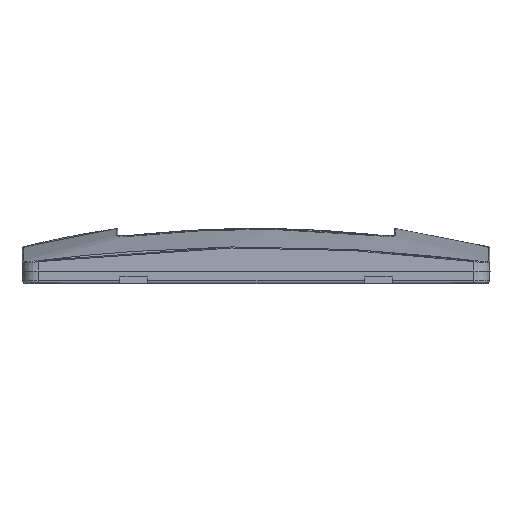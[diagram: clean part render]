
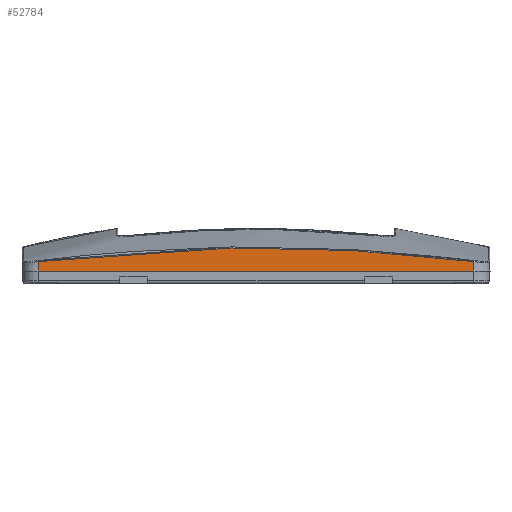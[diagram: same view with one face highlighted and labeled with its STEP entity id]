
A CAD part, left-side view. The second image highlights one B-rep face of the part: STEP entity #52784.
In plain terms, the highlighted planar face has unit normal (-1, 0, 0.018).
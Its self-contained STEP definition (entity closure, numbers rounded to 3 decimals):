
#185 = VERTEX_POINT ( 'NONE', #27630 ) ;
#1446 = CARTESIAN_POINT ( 'NONE',  ( -42.926, -10.566, 6.512 ) ) ;
#3531 = LINE ( 'NONE', #76492, #65837 ) ;
#5488 = DIRECTION ( 'NONE',  ( 0.017, 0., 1. ) ) ;
#9238 = CARTESIAN_POINT ( 'NONE',  ( -42.933, 18.35, 6.154 ) ) ;
#11650 = DIRECTION ( 'NONE',  ( 0., 1., 0. ) ) ;
#25249 = CARTESIAN_POINT ( 'NONE',  ( -43., 40., 2.3 ) ) ;
#25491 = VERTEX_POINT ( 'NONE', #25249 ) ;
#27413 = VECTOR ( 'NONE', #5488, 1000. ) ;
#27630 = CARTESIAN_POINT ( 'NONE',  ( -43., -40., 2.3 ) ) ;
#27980 = EDGE_CURVE ( 'NONE', #25491, #91027, #103567, .T. ) ;
#29713 = ORIENTED_EDGE ( 'NONE', *, *, #55027, .T. ) ;
#30710 = ORIENTED_EDGE ( 'NONE', *, *, #46261, .F. ) ;
#36086 = CARTESIAN_POINT ( 'NONE',  ( -42.942, 25.578, 5.649 ) ) ;
#45669 = CARTESIAN_POINT ( 'NONE',  ( -42.922, 3.895, 6.749 ) ) ;
#46261 = EDGE_CURVE ( 'NONE', #185, #25491, #3531, .T. ) ;
#46842 = CARTESIAN_POINT ( 'NONE',  ( -42.96, -35.325, 4.589 ) ) ;
#47930 = DIRECTION ( 'NONE',  ( 0.017, 0., 1. ) ) ;
#51025 = VECTOR ( 'NONE', #47930, 1000. ) ;
#52035 = AXIS2_PLACEMENT_3D ( 'NONE', #101966, #76219, #11650 ) ;
#52784 = ADVANCED_FACE ( 'NONE', ( #94179 ), #56492, .T. ) ;
#54775 = B_SPLINE_CURVE_WITH_KNOTS ( 'NONE', 5,
 ( #81609, #118036, #36086, #9238, #45669, #1446, #75588, #65399, #46842, #92368, #55819, #56437 ),
 .UNSPECIFIED., .F., .F.,
 ( 6, 3, 3, 6 ),
 ( 0., 0.452, 0.902, 1. ),
 .UNSPECIFIED. ) ;
#55027 = EDGE_CURVE ( 'NONE', #185, #101480, #78437, .T. ) ;
#55819 = CARTESIAN_POINT ( 'NONE',  ( -42.966, -38.442, 4.222 ) ) ;
#56437 = CARTESIAN_POINT ( 'NONE',  ( -42.97, -40., 4.025 ) ) ;
#56492 = PLANE ( 'NONE',  #52035 ) ;
#56823 = ORIENTED_EDGE ( 'NONE', *, *, #27980, .F. ) ;
#58133 = CARTESIAN_POINT ( 'NONE',  ( -43., 40., 2.3 ) ) ;
#62580 = EDGE_CURVE ( 'NONE', #91027, #101480, #54775, .T. ) ;
#65399 = CARTESIAN_POINT ( 'NONE',  ( -42.943, -26.565, 5.539 ) ) ;
#65837 = VECTOR ( 'NONE', #77082, 1000. ) ;
#74115 = ORIENTED_EDGE ( 'NONE', *, *, #62580, .F. ) ;
#75588 = CARTESIAN_POINT ( 'NONE',  ( -42.932, -17.788, 6.186 ) ) ;
#76219 = DIRECTION ( 'NONE',  ( -1., 0., 0.017 ) ) ;
#76492 = CARTESIAN_POINT ( 'NONE',  ( -43., -40., 2.3 ) ) ;
#77082 = DIRECTION ( 'NONE',  ( 0., 1., 0. ) ) ;
#78437 = LINE ( 'NONE', #98157, #27413 ) ;
#81609 = CARTESIAN_POINT ( 'NONE',  ( -42.97, 40., 4.025 ) ) ;
#91027 = VERTEX_POINT ( 'NONE', #99279 ) ;
#91311 = CARTESIAN_POINT ( 'NONE',  ( -42.97, -40., 4.025 ) ) ;
#92368 = CARTESIAN_POINT ( 'NONE',  ( -42.963, -36.884, 4.41 ) ) ;
#94179 = FACE_OUTER_BOUND ( 'NONE', #98400, .T. ) ;
#98157 = CARTESIAN_POINT ( 'NONE',  ( -43., -40., 2.3 ) ) ;
#98400 = EDGE_LOOP ( 'NONE', ( #74115, #56823, #30710, #29713 ) ) ;
#99279 = CARTESIAN_POINT ( 'NONE',  ( -42.97, 40., 4.025 ) ) ;
#101480 = VERTEX_POINT ( 'NONE', #91311 ) ;
#101966 = CARTESIAN_POINT ( 'NONE',  ( -43., 0., 2.3 ) ) ;
#103567 = LINE ( 'NONE', #58133, #51025 ) ;
#118036 = CARTESIAN_POINT ( 'NONE',  ( -42.954, 32.796, 4.938 ) ) ;
